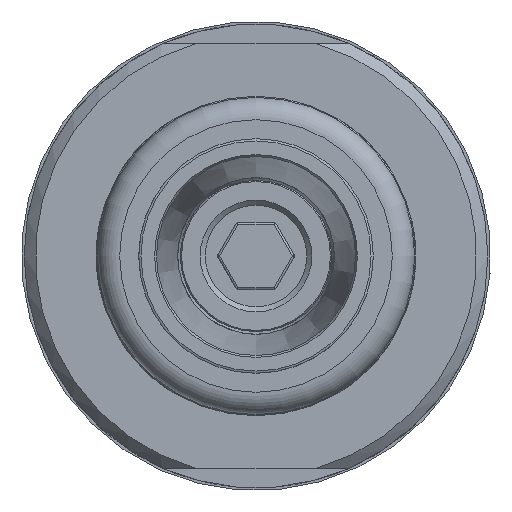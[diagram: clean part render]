
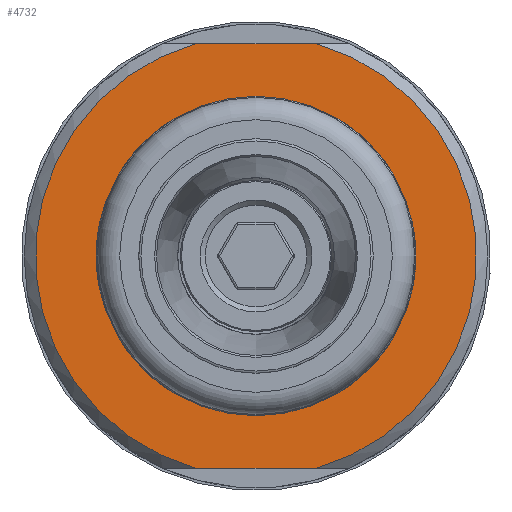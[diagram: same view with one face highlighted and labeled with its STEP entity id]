
A CAD part, left-side view. The second image highlights one B-rep face of the part: STEP entity #4732.
In plain terms, the highlighted planar face has unit normal (-1, 0, 0).
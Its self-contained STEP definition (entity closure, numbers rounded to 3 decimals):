
#353=LINE('',#8885,#685);
#354=LINE('',#8887,#686);
#685=VECTOR('',#6356,10.782);
#686=VECTOR('',#6357,10.782);
#902=FACE_BOUND('',#1755,.T.);
#1085=PLANE('',#5175);
#1354=FACE_OUTER_BOUND('',#1754,.T.);
#1754=EDGE_LOOP('',(#4091,#4092,#4093,#4094));
#1755=EDGE_LOOP('',(#4095));
#1933=CIRCLE('',#5174,19.75);
#1934=CIRCLE('',#5176,19.75);
#1935=CIRCLE('',#5177,8.);
#2426=VERTEX_POINT('',#8871);
#2429=VERTEX_POINT('',#8878);
#2430=VERTEX_POINT('',#8884);
#2431=VERTEX_POINT('',#8886);
#2432=VERTEX_POINT('',#8889);
#2997=EDGE_CURVE('',#2429,#2426,#1933,.T.);
#2998=EDGE_CURVE('',#2430,#2426,#353,.T.);
#2999=EDGE_CURVE('',#2429,#2431,#354,.T.);
#3000=EDGE_CURVE('',#2430,#2431,#1934,.T.);
#3001=EDGE_CURVE('',#2432,#2432,#1935,.T.);
#4091=ORIENTED_EDGE('',*,*,#2998,.T.);
#4092=ORIENTED_EDGE('',*,*,#2997,.F.);
#4093=ORIENTED_EDGE('',*,*,#2999,.T.);
#4094=ORIENTED_EDGE('',*,*,#3000,.F.);
#4095=ORIENTED_EDGE('',*,*,#3001,.T.);
#4732=ADVANCED_FACE('',(#1354,#902),#1085,.T.);
#5174=AXIS2_PLACEMENT_3D('',#8882,#6352,#6353);
#5175=AXIS2_PLACEMENT_3D('',#8883,#6354,#6355);
#5176=AXIS2_PLACEMENT_3D('',#8888,#6358,#6359);
#5177=AXIS2_PLACEMENT_3D('',#8890,#6360,#6361);
#6352=DIRECTION('center_axis',(1.,0.,0.));
#6353=DIRECTION('ref_axis',(0.,1.,0.));
#6354=DIRECTION('center_axis',(-1.,0.,0.));
#6355=DIRECTION('ref_axis',(0.,0.,1.));
#6356=DIRECTION('',(0.,-1.,0.));
#6357=DIRECTION('',(0.,1.,0.));
#6358=DIRECTION('center_axis',(1.,0.,0.));
#6359=DIRECTION('ref_axis',(0.,1.,0.));
#6360=DIRECTION('center_axis',(1.,0.,0.));
#6361=DIRECTION('ref_axis',(0.,1.,0.));
#8871=CARTESIAN_POINT('',(-85.,-5.391,-19.));
#8878=CARTESIAN_POINT('',(-85.,-5.391,19.));
#8882=CARTESIAN_POINT('Origin',(-85.,0.,
0.));
#8883=CARTESIAN_POINT('Origin',(-85.,13.875,0.));
#8884=CARTESIAN_POINT('',(-85.,5.391,-19.));
#8885=CARTESIAN_POINT('',(-85.,1.392,-19.));
#8886=CARTESIAN_POINT('',(-85.,5.391,19.));
#8887=CARTESIAN_POINT('',(-85.,12.483,19.));
#8888=CARTESIAN_POINT('Origin',(-85.,0.,
0.));
#8889=CARTESIAN_POINT('',(-85.,8.,0.));
#8890=CARTESIAN_POINT('Origin',(-85.,0.,
0.));
